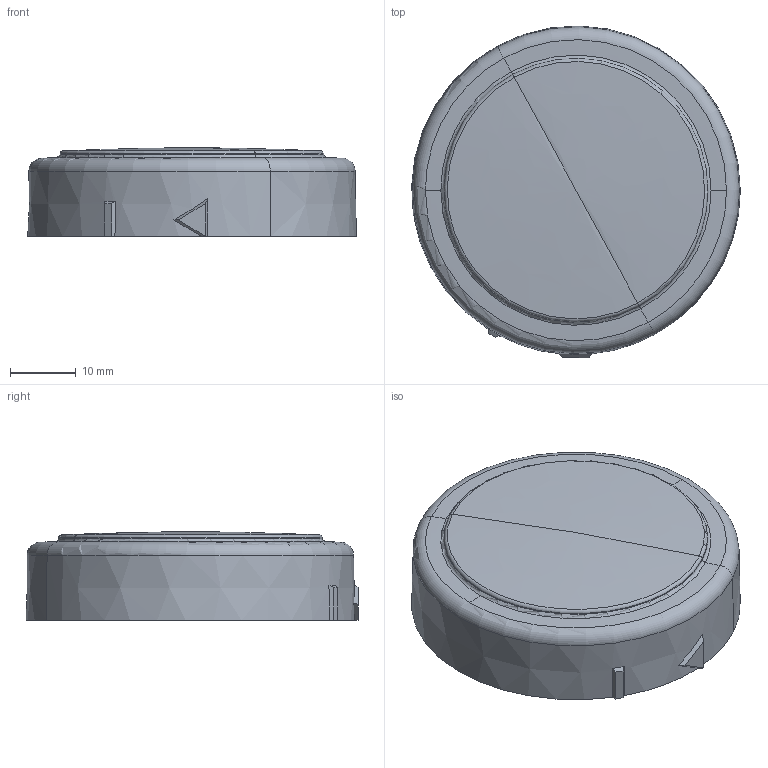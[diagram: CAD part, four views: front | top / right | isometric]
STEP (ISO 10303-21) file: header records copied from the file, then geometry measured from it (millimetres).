
FILE_DESCRIPTION (( 'STEP AP203' ), '1' );
FILE_NAME ('MODULE-MG50-CV.STEP', '2020-12-29T01:58:42', ( '' ), ( '' ), 'SwSTEP 2.0', 'SolidWorks 2019', '' );
FILE_SCHEMA (( 'CONFIG_CONTROL_DESIGN' ));
Length unit declared in the file: millimetre
Products named in the file (1): MODULE-MG50-CV
Bounding box: 49.99 x 50.5 x 13.5 mm (x, y, z)
Volume: 6182.6 mm3; surface area: 7295.5 mm2
Topology: 1 solids, 1 shells, 77 faces, 201 edges, 123 vertices
Faces by surface type: plane 33, torus 16, cone 13, bspline 9, cylinder 6
Entity records: 2586 total; most frequent: CARTESIAN_POINT 681, ORIENTED_EDGE 394, DIRECTION 389, EDGE_CURVE 197, AXIS2_PLACEMENT_3D 159, VERTEX_POINT 123, CIRCLE 90, EDGE_LOOP 78
